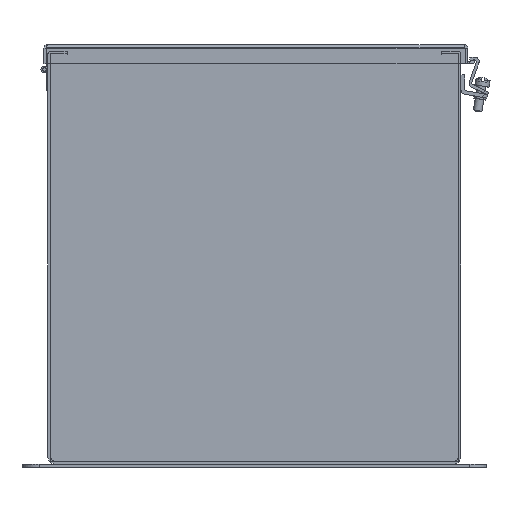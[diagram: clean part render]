
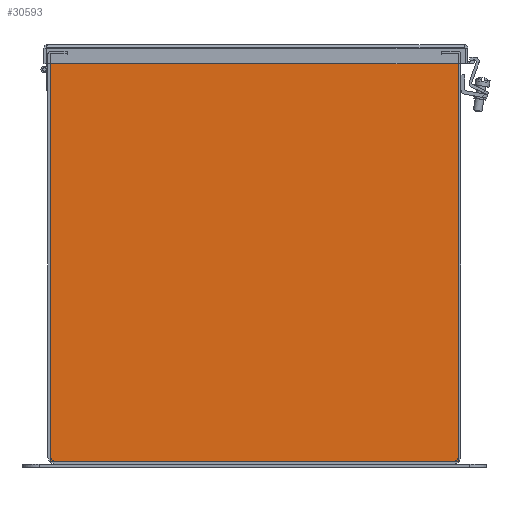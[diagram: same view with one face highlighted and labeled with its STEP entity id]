
A CAD part, left-side view. The second image highlights one B-rep face of the part: STEP entity #30593.
In plain terms, the highlighted planar face has unit normal (-1, 0, 0).
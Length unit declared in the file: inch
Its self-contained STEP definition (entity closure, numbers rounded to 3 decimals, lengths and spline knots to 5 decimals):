
#73 = CARTESIAN_POINT ( 'NONE',  ( -1.70918, 10.18895, 9.82204 ) ) ;
#86 = CARTESIAN_POINT ( 'NONE',  ( -1.70918, -0.69145, 9.79059 ) ) ;
#371 = DIRECTION ( 'NONE',  ( 0., 1., 0. ) ) ;
#721 = LINE ( 'NONE', #86, #14918 ) ;
#772 = LINE ( 'NONE', #54416, #57590 ) ;
#1155 = LINE ( 'NONE', #33921, #11839 ) ;
#2525 = CARTESIAN_POINT ( 'NONE',  ( -1.70918, 4.74875, 9.82204 ) ) ;
#2573 = PLANE ( 'NONE',  #4614 ) ;
#4017 = VECTOR ( 'NONE', #50493, 39.37008 ) ;
#4018 = EDGE_CURVE ( 'NONE', #4370, #31086, #61651, .T. ) ;
#4370 = VERTEX_POINT ( 'NONE', #53772 ) ;
#4614 = AXIS2_PLACEMENT_3D ( 'NONE', #6710, #32099, #56918 ) ;
#4703 = LINE ( 'NONE', #49696, #58825 ) ;
#5238 = ORIENTED_EDGE ( 'NONE', *, *, #38323, .T. ) ;
#5904 = DIRECTION ( 'NONE',  ( 0., 0., -1. ) ) ;
#6710 = CARTESIAN_POINT ( 'NONE',  ( -1.70918, 4.74875, 3.89604 ) ) ;
#9109 = ORIENTED_EDGE ( 'NONE', *, *, #33128, .T. ) ;
#10034 = ORIENTED_EDGE ( 'NONE', *, *, #30895, .F. ) ;
#10204 = EDGE_CURVE ( 'NONE', #36586, #4370, #62624, .T. ) ;
#11839 = VECTOR ( 'NONE', #5904, 39.37008 ) ;
#11859 = CARTESIAN_POINT ( 'NONE',  ( -1.70918, -0.69125, 9.79059 ) ) ;
#14007 = CARTESIAN_POINT ( 'NONE',  ( -1.70918, -0.69145, 9.82204 ) ) ;
#14126 = ORIENTED_EDGE ( 'NONE', *, *, #4018, .F. ) ;
#14918 = VECTOR ( 'NONE', #54683, 39.37008 ) ;
#16079 = CARTESIAN_POINT ( 'NONE',  ( -1.70918, -0.69145, 9.79059 ) ) ;
#16339 = ORIENTED_EDGE ( 'NONE', *, *, #57989, .T. ) ;
#16827 = VECTOR ( 'NONE', #27844, 39.37008 ) ;
#18542 = CARTESIAN_POINT ( 'NONE',  ( -1.70918, 10.67475, 3.89604 ) ) ;
#21013 = LINE ( 'NONE', #31281, #55765 ) ;
#22083 = CARTESIAN_POINT ( 'NONE',  ( -1.70918, 10.18875, 9.79059 ) ) ;
#22321 = CARTESIAN_POINT ( 'NONE',  ( -1.70918, 4.74875, 9.79079 ) ) ;
#22663 = ORIENTED_EDGE ( 'NONE', *, *, #41933, .F. ) ;
#23859 = EDGE_CURVE ( 'NONE', #35967, #29183, #772, .T. ) ;
#24347 = VECTOR ( 'NONE', #46765, 39.37008 ) ;
#24423 = CARTESIAN_POINT ( 'NONE',  ( -1.70918, 4.74875, -2.02996 ) ) ;
#26244 = CARTESIAN_POINT ( 'NONE',  ( -1.70918, 10.18875, 9.79079 ) ) ;
#27114 = LINE ( 'NONE', #22321, #33248 ) ;
#27844 = DIRECTION ( 'NONE',  ( 0., -1., 0. ) ) ;
#29183 = VERTEX_POINT ( 'NONE', #40072 ) ;
#30593 = ADVANCED_FACE ( 'NONE', ( #36594 ), #2573, .F. ) ;
#30895 = EDGE_CURVE ( 'NONE', #29183, #56339, #1155, .T. ) ;
#31082 = LINE ( 'NONE', #22083, #49227 ) ;
#31086 = VERTEX_POINT ( 'NONE', #73 ) ;
#31139 = VECTOR ( 'NONE', #38158, 39.37008 ) ;
#31281 = CARTESIAN_POINT ( 'NONE',  ( -1.70918, -0.69145, 9.82204 ) ) ;
#31890 = EDGE_LOOP ( 'NONE', ( #45895, #16339, #60191, #9109, #31947, #5238, #14126, #50890, #22663, #10034, #61073, #34988 ) ) ;
#31947 = ORIENTED_EDGE ( 'NONE', *, *, #48462, .T. ) ;
#32099 = DIRECTION ( 'NONE',  ( 1., 0., 0. ) ) ;
#33128 = EDGE_CURVE ( 'NONE', #59983, #48129, #41642, .T. ) ;
#33248 = VECTOR ( 'NONE', #41900, 39.37008 ) ;
#33921 = CARTESIAN_POINT ( 'NONE',  ( -1.70918, -1.17725, 3.89604 ) ) ;
#34988 = ORIENTED_EDGE ( 'NONE', *, *, #45164, .T. ) ;
#35967 = VERTEX_POINT ( 'NONE', #14007 ) ;
#36586 = VERTEX_POINT ( 'NONE', #49775 ) ;
#36594 = FACE_OUTER_BOUND ( 'NONE', #31890, .T. ) ;
#38158 = DIRECTION ( 'NONE',  ( 0., 0., 1. ) ) ;
#38323 = EDGE_CURVE ( 'NONE', #45034, #31086, #44667, .T. ) ;
#39131 = CARTESIAN_POINT ( 'NONE',  ( -1.70918, -1.17725, -2.02996 ) ) ;
#40072 = CARTESIAN_POINT ( 'NONE',  ( -1.70918, -1.17725, 9.82204 ) ) ;
#40230 = DIRECTION ( 'NONE',  ( 0., -1., 0. ) ) ;
#41642 = LINE ( 'NONE', #45792, #24347 ) ;
#41900 = DIRECTION ( 'NONE',  ( 0., -1., 0. ) ) ;
#41933 = EDGE_CURVE ( 'NONE', #56339, #36586, #44941, .T. ) ;
#44667 = LINE ( 'NONE', #60464, #4017 ) ;
#44941 = LINE ( 'NONE', #24423, #55340 ) ;
#45034 = VERTEX_POINT ( 'NONE', #49299 ) ;
#45164 = EDGE_CURVE ( 'NONE', #35967, #54669, #21013, .T. ) ;
#45193 = DIRECTION ( 'NONE',  ( 0., 1., 0. ) ) ;
#45792 = CARTESIAN_POINT ( 'NONE',  ( -1.70918, 10.18875, 9.82204 ) ) ;
#45895 = ORIENTED_EDGE ( 'NONE', *, *, #52955, .T. ) ;
#46765 = DIRECTION ( 'NONE',  ( 0., 0., -1. ) ) ;
#48129 = VERTEX_POINT ( 'NONE', #60093 ) ;
#48462 = EDGE_CURVE ( 'NONE', #48129, #45034, #31082, .T. ) ;
#49227 = VECTOR ( 'NONE', #45193, 39.37008 ) ;
#49299 = CARTESIAN_POINT ( 'NONE',  ( -1.70918, 10.18895, 9.79059 ) ) ;
#49696 = CARTESIAN_POINT ( 'NONE',  ( -1.70918, -0.69125, 9.79059 ) ) ;
#49775 = CARTESIAN_POINT ( 'NONE',  ( -1.70918, 10.67475, -2.02996 ) ) ;
#50493 = DIRECTION ( 'NONE',  ( 0., 0., 1. ) ) ;
#50890 = ORIENTED_EDGE ( 'NONE', *, *, #10204, .F. ) ;
#51695 = EDGE_CURVE ( 'NONE', #59983, #56314, #27114, .T. ) ;
#52955 = EDGE_CURVE ( 'NONE', #54669, #55832, #721, .T. ) ;
#53772 = CARTESIAN_POINT ( 'NONE',  ( -1.70918, 10.67475, 9.82204 ) ) ;
#54416 = CARTESIAN_POINT ( 'NONE',  ( -1.70918, 4.74875, 9.82204 ) ) ;
#54669 = VERTEX_POINT ( 'NONE', #16079 ) ;
#54683 = DIRECTION ( 'NONE',  ( 0., 1., 0. ) ) ;
#55340 = VECTOR ( 'NONE', #371, 39.37008 ) ;
#55765 = VECTOR ( 'NONE', #60548, 39.37008 ) ;
#55832 = VERTEX_POINT ( 'NONE', #11859 ) ;
#56314 = VERTEX_POINT ( 'NONE', #59089 ) ;
#56339 = VERTEX_POINT ( 'NONE', #39131 ) ;
#56918 = DIRECTION ( 'NONE',  ( 0., 1., 0. ) ) ;
#57590 = VECTOR ( 'NONE', #40230, 39.37008 ) ;
#57989 = EDGE_CURVE ( 'NONE', #55832, #56314, #4703, .T. ) ;
#58825 = VECTOR ( 'NONE', #59341, 39.37008 ) ;
#59089 = CARTESIAN_POINT ( 'NONE',  ( -1.70918, -0.69125, 9.79079 ) ) ;
#59341 = DIRECTION ( 'NONE',  ( 0., 0., 1. ) ) ;
#59983 = VERTEX_POINT ( 'NONE', #26244 ) ;
#60093 = CARTESIAN_POINT ( 'NONE',  ( -1.70918, 10.18875, 9.79059 ) ) ;
#60191 = ORIENTED_EDGE ( 'NONE', *, *, #51695, .F. ) ;
#60464 = CARTESIAN_POINT ( 'NONE',  ( -1.70918, 10.18895, 9.79059 ) ) ;
#60548 = DIRECTION ( 'NONE',  ( 0., 0., -1. ) ) ;
#61073 = ORIENTED_EDGE ( 'NONE', *, *, #23859, .F. ) ;
#61651 = LINE ( 'NONE', #2525, #16827 ) ;
#62624 = LINE ( 'NONE', #18542, #31139 ) ;
